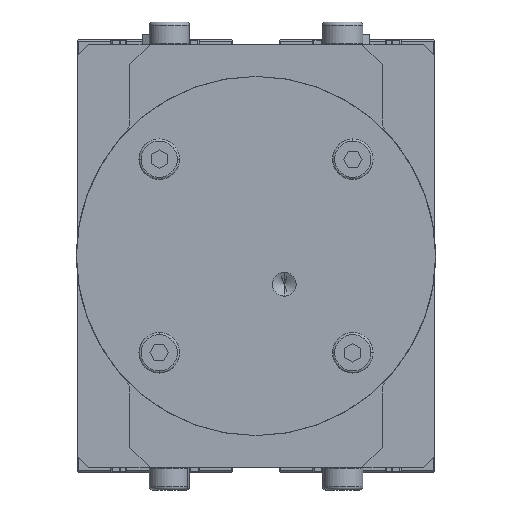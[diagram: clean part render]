
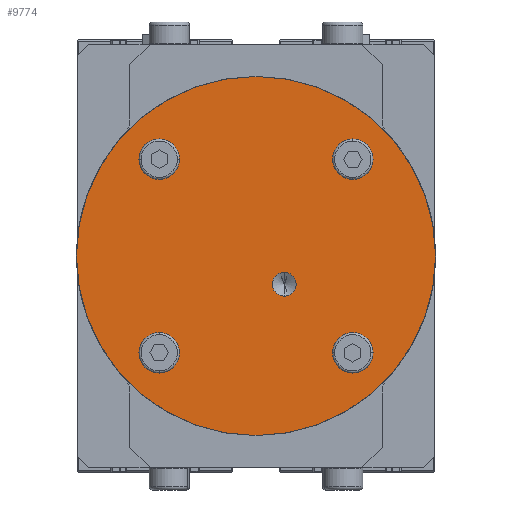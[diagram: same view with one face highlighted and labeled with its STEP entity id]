
A CAD part, front view. The second image highlights one B-rep face of the part: STEP entity #9774.
In plain terms, the highlighted face is planar.
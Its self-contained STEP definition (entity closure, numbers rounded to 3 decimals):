
#308 = DIRECTION ( 'NONE',  ( 0., 0., 1. ) ) ;
#344 = DIRECTION ( 'NONE',  ( 1., 0., 0. ) ) ;
#422 = DIRECTION ( 'NONE',  ( 0., 0., -1. ) ) ;
#581 = EDGE_CURVE ( 'NONE', #15342, #7463, #11958, .T. ) ;
#588 = CARTESIAN_POINT ( 'NONE',  ( -48., -48., 0. ) ) ;
#926 = DIRECTION ( 'NONE',  ( 0., 0., 1. ) ) ;
#930 = VERTEX_POINT ( 'NONE', #15280 ) ;
#1128 = CIRCLE ( 'NONE', #9422, 89. ) ;
#1393 = AXIS2_PLACEMENT_3D ( 'NONE', #2169, #2251, #7230 ) ;
#1423 = CIRCLE ( 'NONE', #14683, 89. ) ;
#1525 = CARTESIAN_POINT ( 'NONE',  ( 0., 0., 0. ) ) ;
#1557 = DIRECTION ( 'NONE',  ( 0., 0., -1. ) ) ;
#1854 = AXIS2_PLACEMENT_3D ( 'NONE', #11440, #13811, #12613 ) ;
#2029 = EDGE_LOOP ( 'NONE', ( #9798, #3352 ) ) ;
#2169 = CARTESIAN_POINT ( 'NONE',  ( -48., -48., 0. ) ) ;
#2251 = DIRECTION ( 'NONE',  ( 0., 0., -1. ) ) ;
#2588 = EDGE_CURVE ( 'NONE', #13156, #14692, #7148, .T. ) ;
#2744 = ORIENTED_EDGE ( 'NONE', *, *, #581, .F. ) ;
#2780 = CARTESIAN_POINT ( 'NONE',  ( -89., 0., 0. ) ) ;
#2940 = CARTESIAN_POINT ( 'NONE',  ( -14., 14., 0. ) ) ;
#2981 = VERTEX_POINT ( 'NONE', #2780 ) ;
#3088 = CARTESIAN_POINT ( 'NONE',  ( 48., 48., 0. ) ) ;
#3192 = ORIENTED_EDGE ( 'NONE', *, *, #9739, .F. ) ;
#3266 = DIRECTION ( 'NONE',  ( -1., 0., 0. ) ) ;
#3284 = EDGE_CURVE ( 'NONE', #930, #4198, #6388, .T. ) ;
#3289 = EDGE_CURVE ( 'NONE', #11105, #2981, #1423, .T. ) ;
#3352 = ORIENTED_EDGE ( 'NONE', *, *, #6771, .T. ) ;
#3385 = EDGE_CURVE ( 'NONE', #7935, #14563, #14828, .T. ) ;
#3390 = AXIS2_PLACEMENT_3D ( 'NONE', #2940, #6954, #10580 ) ;
#3666 = DIRECTION ( 'NONE',  ( 1., 0., 0. ) ) ;
#3904 = CARTESIAN_POINT ( 'NONE',  ( 48., -48., 0. ) ) ;
#3922 = CARTESIAN_POINT ( 'NONE',  ( -19.9, 14., 0. ) ) ;
#3932 = CIRCLE ( 'NONE', #11436, 7.75 ) ;
#4178 = DIRECTION ( 'NONE',  ( -1., 0., 0. ) ) ;
#4198 = VERTEX_POINT ( 'NONE', #4758 ) ;
#4216 = AXIS2_PLACEMENT_3D ( 'NONE', #588, #422, #344 ) ;
#4232 = DIRECTION ( 'NONE',  ( 1., 0., 0. ) ) ;
#4268 = EDGE_LOOP ( 'NONE', ( #9091, #11728 ) ) ;
#4336 = DIRECTION ( 'NONE',  ( 0., 0., -1. ) ) ;
#4416 = PLANE ( 'NONE',  #6317 ) ;
#4597 = CARTESIAN_POINT ( 'NONE',  ( -14., 14., 0. ) ) ;
#4604 = FACE_BOUND ( 'NONE', #6142, .T. ) ;
#4722 = CARTESIAN_POINT ( 'NONE',  ( -55.75, 48., 0. ) ) ;
#4754 = CIRCLE ( 'NONE', #4216, 7.75 ) ;
#4758 = CARTESIAN_POINT ( 'NONE',  ( 55.75, -48., 0. ) ) ;
#4893 = VERTEX_POINT ( 'NONE', #12827 ) ;
#5018 = AXIS2_PLACEMENT_3D ( 'NONE', #3088, #7518, #13760 ) ;
#5516 = CIRCLE ( 'NONE', #5018, 7.75 ) ;
#5864 = DIRECTION ( 'NONE',  ( 0., 0., 1. ) ) ;
#5989 = EDGE_CURVE ( 'NONE', #14563, #7935, #7121, .T. ) ;
#6142 = EDGE_LOOP ( 'NONE', ( #7860, #3192 ) ) ;
#6208 = EDGE_LOOP ( 'NONE', ( #2744, #7151 ) ) ;
#6317 = AXIS2_PLACEMENT_3D ( 'NONE', #9540, #926, #14499 ) ;
#6388 = CIRCLE ( 'NONE', #7912, 7.75 ) ;
#6751 = CARTESIAN_POINT ( 'NONE',  ( -48., 48., 0. ) ) ;
#6771 = EDGE_CURVE ( 'NONE', #4198, #930, #14598, .T. ) ;
#6886 = FACE_BOUND ( 'NONE', #4268, .T. ) ;
#6954 = DIRECTION ( 'NONE',  ( 0., 0., -1. ) ) ;
#6956 = FACE_BOUND ( 'NONE', #7548, .T. ) ;
#7121 = CIRCLE ( 'NONE', #12794, 7.75 ) ;
#7132 = FACE_BOUND ( 'NONE', #6208, .T. ) ;
#7148 = CIRCLE ( 'NONE', #1393, 7.75 ) ;
#7151 = ORIENTED_EDGE ( 'NONE', *, *, #7707, .F. ) ;
#7230 = DIRECTION ( 'NONE',  ( 1., 0., 0. ) ) ;
#7463 = VERTEX_POINT ( 'NONE', #9622 ) ;
#7518 = DIRECTION ( 'NONE',  ( 0., 0., -1. ) ) ;
#7548 = EDGE_LOOP ( 'NONE', ( #9567, #8185 ) ) ;
#7707 = EDGE_CURVE ( 'NONE', #7463, #15342, #10753, .T. ) ;
#7806 = AXIS2_PLACEMENT_3D ( 'NONE', #6751, #10625, #4232 ) ;
#7860 = ORIENTED_EDGE ( 'NONE', *, *, #2588, .F. ) ;
#7892 = DIRECTION ( 'NONE',  ( 1., 0., 0. ) ) ;
#7912 = AXIS2_PLACEMENT_3D ( 'NONE', #3904, #308, #10084 ) ;
#7935 = VERTEX_POINT ( 'NONE', #9788 ) ;
#8147 = ORIENTED_EDGE ( 'NONE', *, *, #3289, .F. ) ;
#8185 = ORIENTED_EDGE ( 'NONE', *, *, #3385, .T. ) ;
#9091 = ORIENTED_EDGE ( 'NONE', *, *, #11405, .F. ) ;
#9422 = AXIS2_PLACEMENT_3D ( 'NONE', #9599, #12211, #3666 ) ;
#9540 = CARTESIAN_POINT ( 'NONE',  ( -67.415, -72.5, 0. ) ) ;
#9567 = ORIENTED_EDGE ( 'NONE', *, *, #5989, .T. ) ;
#9599 = CARTESIAN_POINT ( 'NONE',  ( 0., 0., 0. ) ) ;
#9622 = CARTESIAN_POINT ( 'NONE',  ( -8.1, 14., 0. ) ) ;
#9739 = EDGE_CURVE ( 'NONE', #14692, #13156, #4754, .T. ) ;
#9774 = ADVANCED_FACE ( 'NONE', ( #6956, #6886, #7132, #15880, #4604, #11820 ), #4416, .F. ) ;
#9788 = CARTESIAN_POINT ( 'NONE',  ( -40.25, 48., 0. ) ) ;
#9798 = ORIENTED_EDGE ( 'NONE', *, *, #3284, .T. ) ;
#9840 = EDGE_LOOP ( 'NONE', ( #12678, #8147 ) ) ;
#9865 = EDGE_CURVE ( 'NONE', #4893, #14714, #5516, .T. ) ;
#9971 = AXIS2_PLACEMENT_3D ( 'NONE', #4597, #4336, #3266 ) ;
#10084 = DIRECTION ( 'NONE',  ( -1., 0., 0. ) ) ;
#10580 = DIRECTION ( 'NONE',  ( -1., 0., 0. ) ) ;
#10625 = DIRECTION ( 'NONE',  ( 0., 0., 1. ) ) ;
#10753 = CIRCLE ( 'NONE', #9971, 5.9 ) ;
#11105 = VERTEX_POINT ( 'NONE', #12752 ) ;
#11292 = CARTESIAN_POINT ( 'NONE',  ( 40.25, 48., 0. ) ) ;
#11405 = EDGE_CURVE ( 'NONE', #14714, #4893, #3932, .T. ) ;
#11419 = CARTESIAN_POINT ( 'NONE',  ( -40.25, -48., 0. ) ) ;
#11436 = AXIS2_PLACEMENT_3D ( 'NONE', #15310, #1557, #4178 ) ;
#11440 = CARTESIAN_POINT ( 'NONE',  ( 48., -48., 0. ) ) ;
#11728 = ORIENTED_EDGE ( 'NONE', *, *, #9865, .F. ) ;
#11820 = FACE_BOUND ( 'NONE', #2029, .T. ) ;
#11958 = CIRCLE ( 'NONE', #3390, 5.9 ) ;
#12211 = DIRECTION ( 'NONE',  ( 0., 0., 1. ) ) ;
#12613 = DIRECTION ( 'NONE',  ( -1., 0., 0. ) ) ;
#12678 = ORIENTED_EDGE ( 'NONE', *, *, #14231, .F. ) ;
#12752 = CARTESIAN_POINT ( 'NONE',  ( 89., 0., 0. ) ) ;
#12794 = AXIS2_PLACEMENT_3D ( 'NONE', #16010, #5864, #15838 ) ;
#12827 = CARTESIAN_POINT ( 'NONE',  ( 55.75, 48., 0. ) ) ;
#12844 = DIRECTION ( 'NONE',  ( 0., 0., 1. ) ) ;
#13156 = VERTEX_POINT ( 'NONE', #13426 ) ;
#13426 = CARTESIAN_POINT ( 'NONE',  ( -55.75, -48., 0. ) ) ;
#13760 = DIRECTION ( 'NONE',  ( -1., 0., 0. ) ) ;
#13811 = DIRECTION ( 'NONE',  ( 0., 0., 1. ) ) ;
#14231 = EDGE_CURVE ( 'NONE', #2981, #11105, #1128, .T. ) ;
#14499 = DIRECTION ( 'NONE',  ( 1., 0., 0. ) ) ;
#14563 = VERTEX_POINT ( 'NONE', #4722 ) ;
#14598 = CIRCLE ( 'NONE', #1854, 7.75 ) ;
#14683 = AXIS2_PLACEMENT_3D ( 'NONE', #1525, #12844, #7892 ) ;
#14692 = VERTEX_POINT ( 'NONE', #11419 ) ;
#14714 = VERTEX_POINT ( 'NONE', #11292 ) ;
#14828 = CIRCLE ( 'NONE', #7806, 7.75 ) ;
#15280 = CARTESIAN_POINT ( 'NONE',  ( 40.25, -48., 0. ) ) ;
#15310 = CARTESIAN_POINT ( 'NONE',  ( 48., 48., 0. ) ) ;
#15342 = VERTEX_POINT ( 'NONE', #3922 ) ;
#15838 = DIRECTION ( 'NONE',  ( 1., 0., 0. ) ) ;
#15880 = FACE_OUTER_BOUND ( 'NONE', #9840, .T. ) ;
#16010 = CARTESIAN_POINT ( 'NONE',  ( -48., 48., 0. ) ) ;
